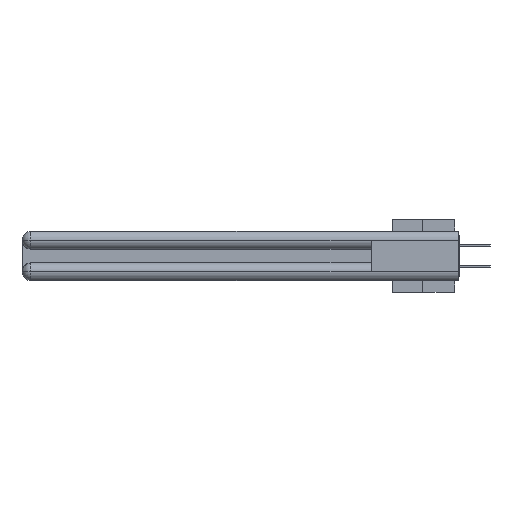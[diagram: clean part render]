
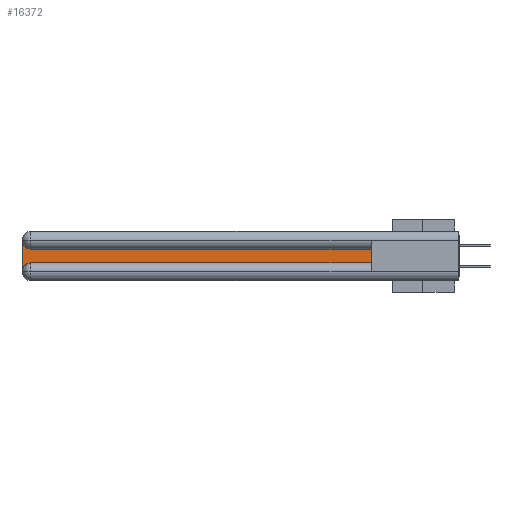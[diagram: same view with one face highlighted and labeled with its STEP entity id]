
A CAD part, left-side view. The second image highlights one B-rep face of the part: STEP entity #16372.
In plain terms, the highlighted planar face has unit normal (-1, 0, 0).
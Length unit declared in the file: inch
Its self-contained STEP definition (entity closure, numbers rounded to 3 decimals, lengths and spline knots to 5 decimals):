
#924 = DIRECTION ( 'NONE',  ( 1., 0., 0. ) ) ;
#1066 = CARTESIAN_POINT ( 'NONE',  ( 0.075, 0.6, -0.1225 ) ) ;
#1410 = EDGE_CURVE ( 'NONE', #3654, #37760, #2350, .T. ) ;
#2350 = LINE ( 'NONE', #1066, #17441 ) ;
#2701 = DIRECTION ( 'NONE',  ( 0., 0., -1. ) ) ;
#2871 = CARTESIAN_POINT ( 'NONE',  ( 0.075, 0.6, -0.2175 ) ) ;
#3654 = VERTEX_POINT ( 'NONE', #20412 ) ;
#6164 = DIRECTION ( 'NONE',  ( 0., 0., -1. ) ) ;
#8443 = LINE ( 'NONE', #15586, #17714 ) ;
#9620 = CARTESIAN_POINT ( 'NONE',  ( 0.075, 2.94, -0.2175 ) ) ;
#10181 = ORIENTED_EDGE ( 'NONE', *, *, #15479, .T. ) ;
#12408 = VERTEX_POINT ( 'NONE', #16945 ) ;
#12910 = EDGE_CURVE ( 'NONE', #38682, #46956, #8443, .T. ) ;
#13958 = DIRECTION ( 'NONE',  ( 0., 0., -1. ) ) ;
#14116 = DIRECTION ( 'NONE',  ( 0., 0., 1. ) ) ;
#15479 = EDGE_CURVE ( 'NONE', #12408, #28057, #26122, .T. ) ;
#15586 = CARTESIAN_POINT ( 'NONE',  ( 0.075, 0.6, -0.2175 ) ) ;
#16372 = ADVANCED_FACE ( 'NONE', ( #24087 ), #27995, .F. ) ;
#16945 = CARTESIAN_POINT ( 'NONE',  ( 0.075, 3., -0.0625 ) ) ;
#17441 = VECTOR ( 'NONE', #34881, 39.37008 ) ;
#17714 = VECTOR ( 'NONE', #23123, 39.37008 ) ;
#17750 = ORIENTED_EDGE ( 'NONE', *, *, #37019, .T. ) ;
#17842 = CARTESIAN_POINT ( 'NONE',  ( 0.075, 0.6, -0.2175 ) ) ;
#20403 = VECTOR ( 'NONE', #2701, 39.37008 ) ;
#20412 = CARTESIAN_POINT ( 'NONE',  ( 0.075, 0.6, -0.1225 ) ) ;
#21115 = CIRCLE ( 'NONE', #46001, 0.06 ) ;
#22840 = CIRCLE ( 'NONE', #26864, 0.06 ) ;
#22918 = DIRECTION ( 'NONE',  ( 0., 0., -1. ) ) ;
#23123 = DIRECTION ( 'NONE',  ( 0., -1., 0. ) ) ;
#24087 = FACE_OUTER_BOUND ( 'NONE', #37518, .T. ) ;
#24765 = CARTESIAN_POINT ( 'NONE',  ( 0.075, 3., -0.1225 ) ) ;
#25404 = ORIENTED_EDGE ( 'NONE', *, *, #12910, .T. ) ;
#26122 = LINE ( 'NONE', #32136, #20403 ) ;
#26864 = AXIS2_PLACEMENT_3D ( 'NONE', #32501, #47140, #6164 ) ;
#27510 = ORIENTED_EDGE ( 'NONE', *, *, #1410, .T. ) ;
#27995 = PLANE ( 'NONE',  #33737 ) ;
#28057 = VERTEX_POINT ( 'NONE', #33281 ) ;
#30156 = EDGE_CURVE ( 'NONE', #28057, #38682, #22840, .T. ) ;
#30472 = LINE ( 'NONE', #17842, #44380 ) ;
#32136 = CARTESIAN_POINT ( 'NONE',  ( 0.075, 3., -0.2175 ) ) ;
#32222 = ORIENTED_EDGE ( 'NONE', *, *, #30156, .T. ) ;
#32501 = CARTESIAN_POINT ( 'NONE',  ( 0.075, 2.94, -0.2775 ) ) ;
#33281 = CARTESIAN_POINT ( 'NONE',  ( 0.075, 3., -0.2775 ) ) ;
#33737 = AXIS2_PLACEMENT_3D ( 'NONE', #24765, #42913, #13958 ) ;
#34096 = CARTESIAN_POINT ( 'NONE',  ( 0.075, 2.94, -0.0625 ) ) ;
#34881 = DIRECTION ( 'NONE',  ( 0., 1., 0. ) ) ;
#37019 = EDGE_CURVE ( 'NONE', #46956, #3654, #30472, .T. ) ;
#37518 = EDGE_LOOP ( 'NONE', ( #27510, #42595, #10181, #32222, #25404, #17750 ) ) ;
#37760 = VERTEX_POINT ( 'NONE', #39383 ) ;
#38682 = VERTEX_POINT ( 'NONE', #9620 ) ;
#39383 = CARTESIAN_POINT ( 'NONE',  ( 0.075, 2.94, -0.1225 ) ) ;
#42595 = ORIENTED_EDGE ( 'NONE', *, *, #45581, .T. ) ;
#42913 = DIRECTION ( 'NONE',  ( 1., 0., 0. ) ) ;
#44380 = VECTOR ( 'NONE', #14116, 39.37008 ) ;
#45581 = EDGE_CURVE ( 'NONE', #37760, #12408, #21115, .T. ) ;
#46001 = AXIS2_PLACEMENT_3D ( 'NONE', #34096, #924, #22918 ) ;
#46956 = VERTEX_POINT ( 'NONE', #2871 ) ;
#47140 = DIRECTION ( 'NONE',  ( 1., 0., 0. ) ) ;
